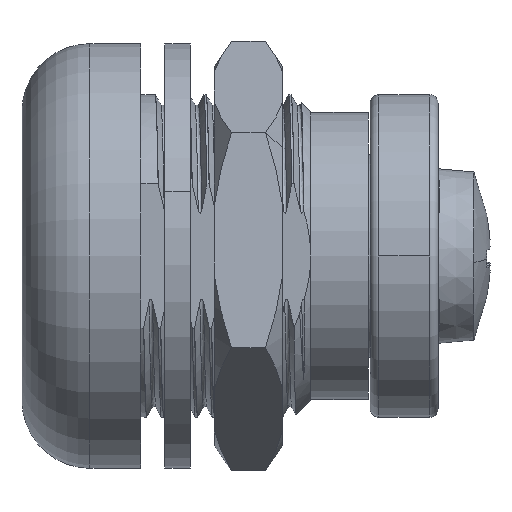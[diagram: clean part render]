
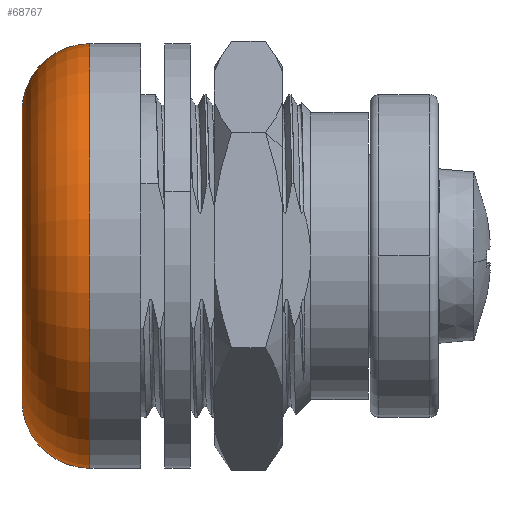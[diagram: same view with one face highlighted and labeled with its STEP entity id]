
A CAD part, left-side view. The second image highlights one B-rep face of the part: STEP entity #68767.
In plain terms, the highlighted toroidal (fillet/blend) face has major radius 8.5 mm and minor radius 4 mm.
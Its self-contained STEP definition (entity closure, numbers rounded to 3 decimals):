
#1554 = ORIENTED_EDGE ( 'NONE', *, *, #2350, .F. ) ;
#1555 = ORIENTED_EDGE ( 'NONE', *, *, #2253, .T. ) ;
#1556 = ORIENTED_EDGE ( 'NONE', *, *, #2352, .T. ) ;
#1557 = ORIENTED_EDGE ( 'NONE', *, *, #2252, .F. ) ;
#2252 = EDGE_CURVE ( 'NONE', #67638, #67639, #35959, .T. ) ;
#2253 = EDGE_CURVE ( 'NONE', #67637, #67636, #35963, .T. ) ;
#2350 = EDGE_CURVE ( 'NONE', #67637, #67638, #36163, .T. ) ;
#2352 = EDGE_CURVE ( 'NONE', #67636, #67639, #36169, .T. ) ;
#26013 = CARTESIAN_POINT ( 'NONE',  ( -2.136, 0.879, 12.5 ) ) ;
#26016 = CARTESIAN_POINT ( 'NONE',  ( -2.136, 0.879, -12.5 ) ) ;
#26019 = CARTESIAN_POINT ( 'NONE',  ( -2.136, 4.879, -8.5 ) ) ;
#26022 = CARTESIAN_POINT ( 'NONE',  ( -2.136, 4.879, 8.5 ) ) ;
#35959 = CIRCLE ( 'NONE', #35968, 8.5 ) ;
#35963 = CIRCLE ( 'NONE', #35972, 12.5 ) ;
#35968 = AXIS2_PLACEMENT_3D ( 'NONE', #44820, #44822, #44824 ) ;
#35972 = AXIS2_PLACEMENT_3D ( 'NONE', #44828, #44830, #44832 ) ;
#35997 = TOROIDAL_SURFACE ( 'NONE', #36005, 8.5, 4. ) ;
#36005 = AXIS2_PLACEMENT_3D ( 'NONE', #45391, #45416, #45417 ) ;
#36163 = CIRCLE ( 'NONE', #36167, 4. ) ;
#36167 = AXIS2_PLACEMENT_3D ( 'NONE', #49573, #49574, #49575 ) ;
#36169 = CIRCLE ( 'NONE', #36173, 4. ) ;
#36173 = AXIS2_PLACEMENT_3D ( 'NONE', #49581, #49582, #49583 ) ;
#44820 = CARTESIAN_POINT ( 'NONE',  ( -2.136, 4.879, 0. ) ) ;
#44822 = DIRECTION ( 'NONE',  ( 0., 1., 0. ) ) ;
#44824 = DIRECTION ( 'NONE',  ( 0., 0., 1. ) ) ;
#44828 = CARTESIAN_POINT ( 'NONE',  ( -2.136, 0.879, 0. ) ) ;
#44830 = DIRECTION ( 'NONE',  ( 0., 1., 0. ) ) ;
#44832 = DIRECTION ( 'NONE',  ( 0., 0., 1. ) ) ;
#45391 = CARTESIAN_POINT ( 'NONE',  ( -2.136, 0.879, 0. ) ) ;
#45406 = FACE_OUTER_BOUND ( 'NONE', #68506, .T. ) ;
#45416 = DIRECTION ( 'NONE',  ( 0., 1., 0. ) ) ;
#45417 = DIRECTION ( 'NONE',  ( 0., 0., 1. ) ) ;
#49573 = CARTESIAN_POINT ( 'NONE',  ( -2.136, 0.879, -8.5 ) ) ;
#49574 = DIRECTION ( 'NONE',  ( 1., 0., 0. ) ) ;
#49575 = DIRECTION ( 'NONE',  ( 0., 0., -1. ) ) ;
#49581 = CARTESIAN_POINT ( 'NONE',  ( -2.136, 0.879, 8.5 ) ) ;
#49582 = DIRECTION ( 'NONE',  ( -1., 0., 0. ) ) ;
#49583 = DIRECTION ( 'NONE',  ( 0., 0., 1. ) ) ;
#67636 = VERTEX_POINT ( 'NONE', #26013 ) ;
#67637 = VERTEX_POINT ( 'NONE', #26016 ) ;
#67638 = VERTEX_POINT ( 'NONE', #26019 ) ;
#67639 = VERTEX_POINT ( 'NONE', #26022 ) ;
#68506 = EDGE_LOOP ( 'NONE', ( #1554, #1555, #1556, #1557 ) ) ;
#68767 = ADVANCED_FACE ( 'NONE', ( #45406 ), #35997, .T. ) ;
